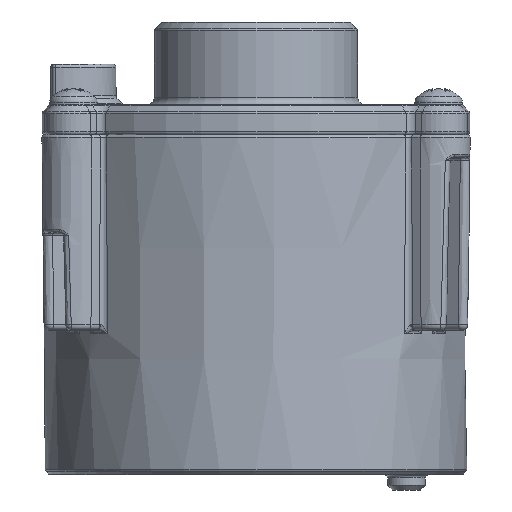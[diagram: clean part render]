
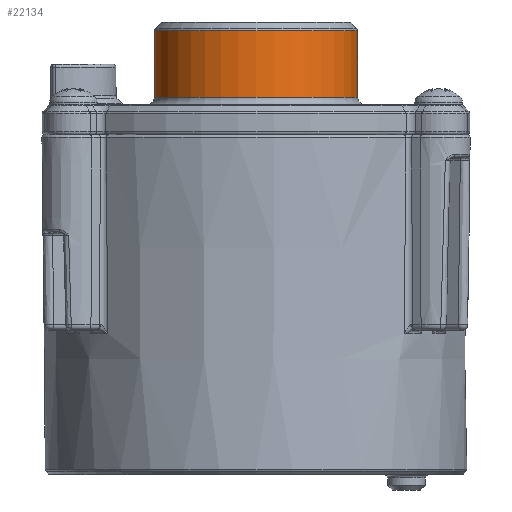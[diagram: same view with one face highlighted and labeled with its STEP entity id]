
A CAD part, front view. The second image highlights one B-rep face of the part: STEP entity #22134.
In plain terms, the highlighted cylindrical face has radius 6.75 mm (diameter 13.5 mm), a full revolution.
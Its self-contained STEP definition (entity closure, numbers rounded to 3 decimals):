
#3903=CYLINDRICAL_SURFACE('',#23881,6.75);
#4626=FACE_BOUND('',#6415,.T.);
#5059=FACE_OUTER_BOUND('',#6414,.T.);
#6414=EDGE_LOOP('',(#16410));
#6415=EDGE_LOOP('',(#16411));
#7804=CIRCLE('',#23728,6.75);
#7906=CIRCLE('',#23864,6.75);
#9667=VERTEX_POINT('',#41084);
#9787=VERTEX_POINT('',#41536);
#12151=EDGE_CURVE('',#9667,#9667,#7804,.T.);
#12279=EDGE_CURVE('',#9787,#9787,#7906,.T.);
#16410=ORIENTED_EDGE('',*,*,#12151,.T.);
#16411=ORIENTED_EDGE('',*,*,#12279,.T.);
#22134=ADVANCED_FACE('',(#5059,#4626),#3903,.T.);
#23728=AXIS2_PLACEMENT_3D('',#41085,#27501,#27502);
#23864=AXIS2_PLACEMENT_3D('',#41537,#27781,#27782);
#23881=AXIS2_PLACEMENT_3D('',#41567,#27819,#27820);
#27501=DIRECTION('center_axis',(0.,0.,-1.));
#27502=DIRECTION('ref_axis',(1.,0.,0.));
#27781=DIRECTION('center_axis',(0.,0.,1.));
#27782=DIRECTION('ref_axis',(1.,0.,0.));
#27819=DIRECTION('center_axis',(0.,0.,-1.));
#27820=DIRECTION('ref_axis',(-1.,0.,0.));
#41084=CARTESIAN_POINT('',(6.75,0.,6.917));
#41085=CARTESIAN_POINT('Origin',(0.,0.,6.917));
#41536=CARTESIAN_POINT('',(6.75,0.,2.5));
#41537=CARTESIAN_POINT('Origin',(0.,0.,2.5));
#41567=CARTESIAN_POINT('Origin',(0.,0.,7.5));
